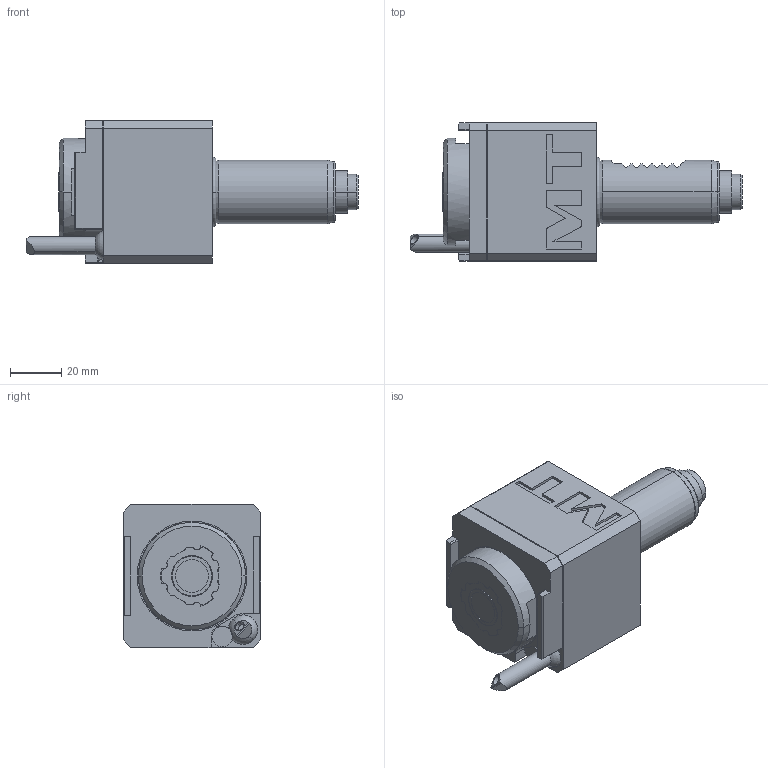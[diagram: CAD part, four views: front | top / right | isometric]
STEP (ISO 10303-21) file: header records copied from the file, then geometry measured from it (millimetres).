
FILE_DESCRIPTION((''),'2;1');
FILE_NAME('SAU0390320_CONF','2023-07-12T10:55:37',('smalpassi'),('M.T. srl'),'CREO PARAMETRIC BY PTC INC, 2021072','CREO PARAMETRIC BY PTC INC, 2021072','');
FILE_SCHEMA(('CONFIG_CONTROL_DESIGN'));
Length unit declared in the file: millimetre
Products named in the file (1): SAU0390320_CONF
Bounding box: 130 x 54 x 56 mm (x, y, z)
Volume: 185423.1 mm3; surface area: 30780.7 mm2
Topology: 1 solids, 1 shells, 346 faces, 922 edges, 603 vertices
Faces by surface type: plane 193, cylinder 80, cone 44, torus 17, bspline 6, extrusion 4, sphere 2
Entity records: 11654 total; most frequent: CARTESIAN_POINT 3092, ORIENTED_EDGE 1844, DIRECTION 1688, EDGE_CURVE 922, VERTEX_POINT 603, AXIS2_PLACEMENT_3D 593, VECTOR 502, LINE 498
